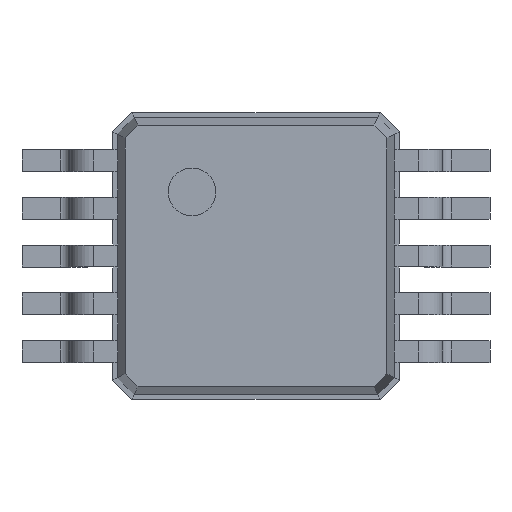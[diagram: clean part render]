
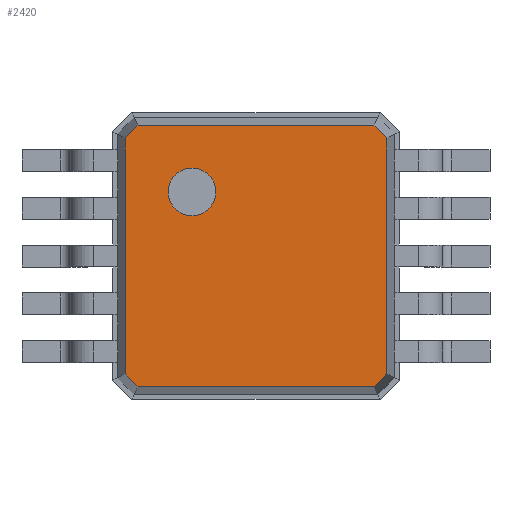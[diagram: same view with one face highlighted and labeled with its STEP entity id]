
A CAD part, top view. The second image highlights one B-rep face of the part: STEP entity #2420.
In plain terms, the highlighted planar face has unit normal (0, 0, 1).
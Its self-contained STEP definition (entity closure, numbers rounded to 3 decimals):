
#1148 = VERTEX_POINT('',#1149);
#1149 = CARTESIAN_POINT('',(1.37,-1.235,1.));
#1154 = EDGE_CURVE('',#1155,#1148,#1157,.T.);
#1155 = VERTEX_POINT('',#1156);
#1156 = CARTESIAN_POINT('',(1.37,1.235,1.));
#1157 = LINE('',#1158,#1159);
#1158 = CARTESIAN_POINT('',(1.37,1.235,1.));
#1159 = VECTOR('',#1160,1.);
#1160 = DIRECTION('',(0.,-1.,0.));
#2384 = EDGE_CURVE('',#2385,#1155,#2387,.T.);
#2385 = VERTEX_POINT('',#2386);
#2386 = CARTESIAN_POINT('',(1.235,1.37,1.));
#2387 = LINE('',#2388,#2389);
#2388 = CARTESIAN_POINT('',(1.235,1.37,1.));
#2389 = VECTOR('',#2390,1.);
#2390 = DIRECTION('',(0.707,-0.707,0.));
#2420 = ADVANCED_FACE('',(#2421,#2471),#2482,.T.);
#2421 = FACE_BOUND('',#2422,.T.);
#2422 = EDGE_LOOP('',(#2423,#2431,#2439,#2447,#2455,#2463,#2469,#2470));
#2423 = ORIENTED_EDGE('',*,*,#2424,.F.);
#2424 = EDGE_CURVE('',#2425,#2385,#2427,.T.);
#2425 = VERTEX_POINT('',#2426);
#2426 = CARTESIAN_POINT('',(-1.235,1.37,1.));
#2427 = LINE('',#2428,#2429);
#2428 = CARTESIAN_POINT('',(-1.235,1.37,1.));
#2429 = VECTOR('',#2430,1.);
#2430 = DIRECTION('',(1.,0.,0.));
#2431 = ORIENTED_EDGE('',*,*,#2432,.F.);
#2432 = EDGE_CURVE('',#2433,#2425,#2435,.T.);
#2433 = VERTEX_POINT('',#2434);
#2434 = CARTESIAN_POINT('',(-1.37,1.235,1.));
#2435 = LINE('',#2436,#2437);
#2436 = CARTESIAN_POINT('',(-1.37,1.235,1.));
#2437 = VECTOR('',#2438,1.);
#2438 = DIRECTION('',(0.707,0.707,0.));
#2439 = ORIENTED_EDGE('',*,*,#2440,.F.);
#2440 = EDGE_CURVE('',#2441,#2433,#2443,.T.);
#2441 = VERTEX_POINT('',#2442);
#2442 = CARTESIAN_POINT('',(-1.37,-1.235,1.));
#2443 = LINE('',#2444,#2445);
#2444 = CARTESIAN_POINT('',(-1.37,-1.235,1.));
#2445 = VECTOR('',#2446,1.);
#2446 = DIRECTION('',(0.,1.,0.));
#2447 = ORIENTED_EDGE('',*,*,#2448,.F.);
#2448 = EDGE_CURVE('',#2449,#2441,#2451,.T.);
#2449 = VERTEX_POINT('',#2450);
#2450 = CARTESIAN_POINT('',(-1.235,-1.37,1.));
#2451 = LINE('',#2452,#2453);
#2452 = CARTESIAN_POINT('',(-1.235,-1.37,1.));
#2453 = VECTOR('',#2454,1.);
#2454 = DIRECTION('',(-0.707,0.707,0.));
#2455 = ORIENTED_EDGE('',*,*,#2456,.F.);
#2456 = EDGE_CURVE('',#2457,#2449,#2459,.T.);
#2457 = VERTEX_POINT('',#2458);
#2458 = CARTESIAN_POINT('',(1.235,-1.37,1.));
#2459 = LINE('',#2460,#2461);
#2460 = CARTESIAN_POINT('',(1.235,-1.37,1.));
#2461 = VECTOR('',#2462,1.);
#2462 = DIRECTION('',(-1.,0.,0.));
#2463 = ORIENTED_EDGE('',*,*,#2464,.F.);
#2464 = EDGE_CURVE('',#1148,#2457,#2465,.T.);
#2465 = LINE('',#2466,#2467);
#2466 = CARTESIAN_POINT('',(1.37,-1.235,1.));
#2467 = VECTOR('',#2468,1.);
#2468 = DIRECTION('',(-0.707,-0.707,0.));
#2469 = ORIENTED_EDGE('',*,*,#1154,.F.);
#2470 = ORIENTED_EDGE('',*,*,#2384,.F.);
#2471 = FACE_BOUND('',#2472,.T.);
#2472 = EDGE_LOOP('',(#2473));
#2473 = ORIENTED_EDGE('',*,*,#2474,.F.);
#2474 = EDGE_CURVE('',#2475,#2475,#2477,.T.);
#2475 = VERTEX_POINT('',#2476);
#2476 = CARTESIAN_POINT('',(-0.67,0.42,1.));
#2477 = CIRCLE('',#2478,0.25);
#2478 = AXIS2_PLACEMENT_3D('',#2479,#2480,#2481);
#2479 = CARTESIAN_POINT('',(-0.67,0.67,1.));
#2480 = DIRECTION('',(-0.,0.,1.));
#2481 = DIRECTION('',(0.,-1.,0.));
#2482 = PLANE('',#2483);
#2483 = AXIS2_PLACEMENT_3D('',#2484,#2485,#2486);
#2484 = CARTESIAN_POINT('',(-1.235,1.37,1.));
#2485 = DIRECTION('',(0.,0.,1.));
#2486 = DIRECTION('',(0.67,-0.743,0.));
